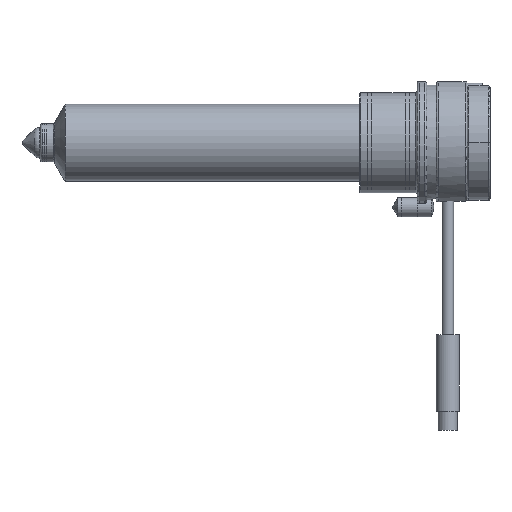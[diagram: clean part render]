
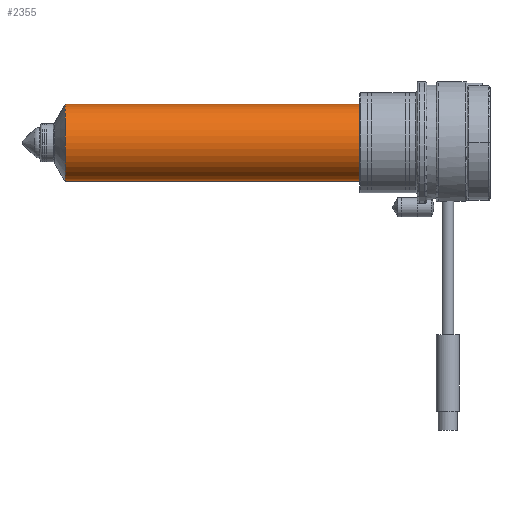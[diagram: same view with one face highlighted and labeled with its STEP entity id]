
A CAD part, top view. The second image highlights one B-rep face of the part: STEP entity #2355.
In plain terms, the highlighted cylindrical face has radius 10 mm (diameter 20 mm), a partial arc.
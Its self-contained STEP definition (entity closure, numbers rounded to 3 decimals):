
#433 = FACE_OUTER_BOUND ( 'NONE', #6984, .T. ) ;
#472 = CARTESIAN_POINT ( 'NONE',  ( -10., 0., -88. ) ) ;
#597 = CARTESIAN_POINT ( 'NONE',  ( -10., 0., -11.214 ) ) ;
#1051 = CYLINDRICAL_SURFACE ( 'NONE', #14052, 10. ) ;
#1236 = DIRECTION ( 'NONE',  ( -1., 0., 0. ) ) ;
#1247 = CARTESIAN_POINT ( 'NONE',  ( 10., 0., 0. ) ) ;
#2355 = ADVANCED_FACE ( 'NONE', ( #433 ), #1051, .T. ) ;
#2622 = ORIENTED_EDGE ( 'NONE', *, *, #16532, .F. ) ;
#2952 = CIRCLE ( 'NONE', #9843, 10. ) ;
#3758 = VERTEX_POINT ( 'NONE', #8156 ) ;
#4469 = ORIENTED_EDGE ( 'NONE', *, *, #12754, .F. ) ;
#4483 = EDGE_CURVE ( 'NONE', #3758, #6155, #12782, .T. ) ;
#4661 = CARTESIAN_POINT ( 'NONE',  ( -10., 0., 0. ) ) ;
#5899 = CIRCLE ( 'NONE', #15165, 10. ) ;
#6070 = DIRECTION ( 'NONE',  ( -1., 0., 0. ) ) ;
#6155 = VERTEX_POINT ( 'NONE', #11096 ) ;
#6437 = CARTESIAN_POINT ( 'NONE',  ( 0., 0., -11.214 ) ) ;
#6984 = EDGE_LOOP ( 'NONE', ( #10687, #16214, #4469, #2622 ) ) ;
#7233 = LINE ( 'NONE', #4661, #11971 ) ;
#7349 = CARTESIAN_POINT ( 'NONE',  ( 0., 0., 0. ) ) ;
#7853 = DIRECTION ( 'NONE',  ( -1., 0., 0. ) ) ;
#8061 = EDGE_CURVE ( 'NONE', #13059, #3758, #5899, .T. ) ;
#8156 = CARTESIAN_POINT ( 'NONE',  ( 10., 0., -11.214 ) ) ;
#9062 = VECTOR ( 'NONE', #11875, 1000. ) ;
#9843 = AXIS2_PLACEMENT_3D ( 'NONE', #15785, #17052, #7853 ) ;
#9907 = DIRECTION ( 'NONE',  ( 0., 0., -1. ) ) ;
#10687 = ORIENTED_EDGE ( 'NONE', *, *, #8061, .T. ) ;
#11053 = VERTEX_POINT ( 'NONE', #472 ) ;
#11096 = CARTESIAN_POINT ( 'NONE',  ( 10., 0., -88. ) ) ;
#11875 = DIRECTION ( 'NONE',  ( 0., 0., -1. ) ) ;
#11971 = VECTOR ( 'NONE', #16545, 1000. ) ;
#12754 = EDGE_CURVE ( 'NONE', #11053, #6155, #2952, .T. ) ;
#12782 = LINE ( 'NONE', #1247, #9062 ) ;
#13059 = VERTEX_POINT ( 'NONE', #597 ) ;
#14052 = AXIS2_PLACEMENT_3D ( 'NONE', #7349, #9907, #6070 ) ;
#15165 = AXIS2_PLACEMENT_3D ( 'NONE', #6437, #15634, #1236 ) ;
#15634 = DIRECTION ( 'NONE',  ( 0., 0., -1. ) ) ;
#15785 = CARTESIAN_POINT ( 'NONE',  ( 0., 0., -88. ) ) ;
#16214 = ORIENTED_EDGE ( 'NONE', *, *, #4483, .T. ) ;
#16532 = EDGE_CURVE ( 'NONE', #13059, #11053, #7233, .T. ) ;
#16545 = DIRECTION ( 'NONE',  ( 0., 0., -1. ) ) ;
#17052 = DIRECTION ( 'NONE',  ( 0., 0., -1. ) ) ;
